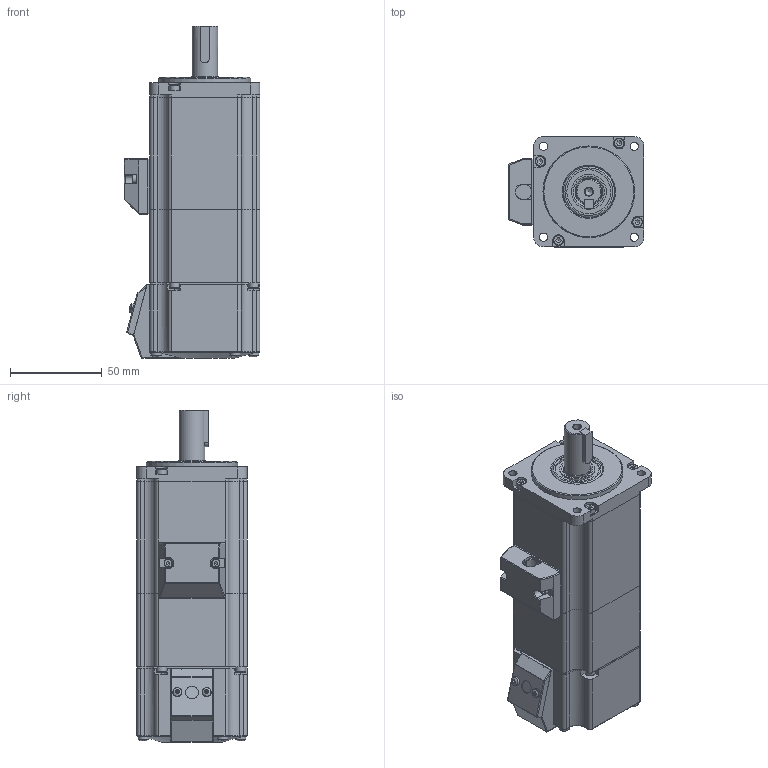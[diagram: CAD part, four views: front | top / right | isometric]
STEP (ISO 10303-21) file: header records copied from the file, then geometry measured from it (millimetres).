
FILE_DESCRIPTION(/* description */ (''),/* implementation_level */ '2;1');
FILE_NAME(/* name */ 'APBA60M048030-EB.stp',/* time_stamp */ '2020-01-15T08:07:42+01:00',/* author */ ('angelika.schneid'),/* organization */ (''),/* preprocessor_version */ 'ST-DEVELOPER v17.2',/* originating_system */ 'Autodesk Inventor 2019',/* authorisation */ '');
FILE_SCHEMA (('AUTOMOTIVE_DESIGN { 1 0 10303 214 3 1 1 }'));
Length unit declared in the file: millimetre
Products named in the file (1): APBA60M048030-EB_vereinfacht_Shrinkwrap_1
Bounding box: 74 x 60 x 181 mm (x, y, z)
Volume: 206377.2 mm3; surface area: 116077.3 mm2
Topology: 30 solids, 65 shells, 1173 faces, 3208 edges, 2165 vertices
Faces by surface type: plane 610, cylinder 355, cone 131, torus 55, sphere 22
Full cylindrical faces by diameter (mm): 1.8 x2, 2.05 x6, 2.275 x2, 2.5 x35, 2.75 x4, 2.8 x4, 3 x33, 3.3 x3, 3.4 x16, 4 x3, 4.2 x1, 4.5 x6, 5 x1, 5.5 x8, 6 x1, 6.5 x1, 7 x2, 9.9 x1, 10 x2, 12.5 x1, 13 x1, 14 x1, 14.5 x1, 15 x2, 17 x1, 18 x1, 19 x1, 21 x1, 24 x1, 26 x1
Entity records: 39326 total; most frequent: CARTESIAN_POINT 7255, DIRECTION 6764, ORIENTED_EDGE 6278, EDGE_CURVE 3184, AXIS2_PLACEMENT_3D 2588, VERTEX_POINT 2165, LINE 1588, VECTOR 1588
